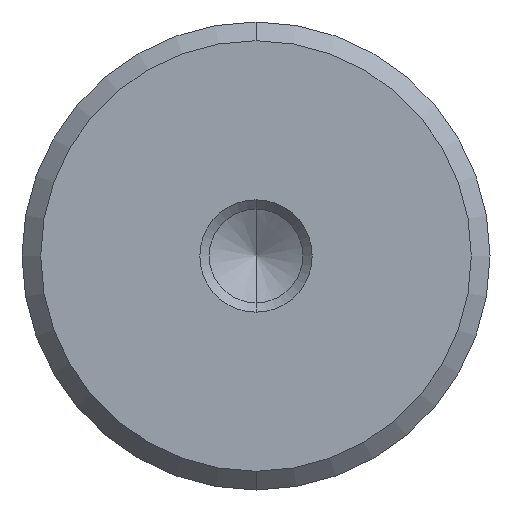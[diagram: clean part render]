
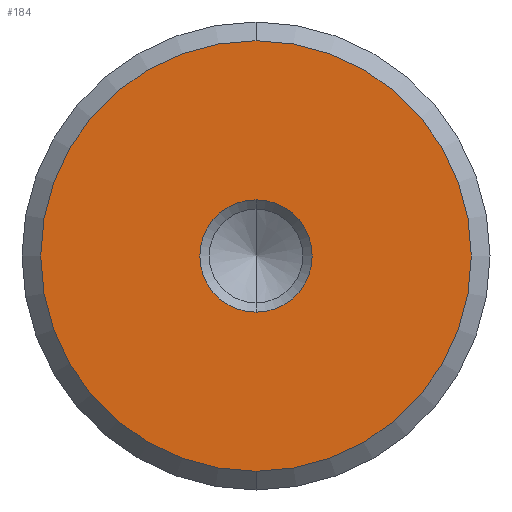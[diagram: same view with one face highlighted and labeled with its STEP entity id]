
A CAD part, front view. The second image highlights one B-rep face of the part: STEP entity #184.
In plain terms, the highlighted planar face has unit normal (0, -1, 0).
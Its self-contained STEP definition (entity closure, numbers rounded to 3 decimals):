
#13 = CIRCLE ( 'NONE', #36, 11.5 ) ;
#27 = VERTEX_POINT ( 'NONE', #483 ) ;
#30 = DIRECTION ( 'NONE',  ( 0., 1., 0. ) ) ;
#36 = AXIS2_PLACEMENT_3D ( 'NONE', #346, #30, #211 ) ;
#42 = DIRECTION ( 'NONE',  ( 0., 0., 1. ) ) ;
#59 = CIRCLE ( 'NONE', #360, 3. ) ;
#64 = EDGE_CURVE ( 'NONE', #27, #218, #510, .T. ) ;
#71 = CARTESIAN_POINT ( 'NONE',  ( 0., -50., -11.5 ) ) ;
#72 = CARTESIAN_POINT ( 'NONE',  ( 0., -50., 3. ) ) ;
#90 = CARTESIAN_POINT ( 'NONE',  ( 0., -50., 0. ) ) ;
#121 = CARTESIAN_POINT ( 'NONE',  ( 0., -50., 11.5 ) ) ;
#132 = VERTEX_POINT ( 'NONE', #121 ) ;
#164 = EDGE_CURVE ( 'NONE', #132, #200, #13, .T. ) ;
#180 = ORIENTED_EDGE ( 'NONE', *, *, #497, .T. ) ;
#184 = ADVANCED_FACE ( 'NONE', ( #518, #313 ), #257, .F. ) ;
#200 = VERTEX_POINT ( 'NONE', #71 ) ;
#211 = DIRECTION ( 'NONE',  ( 0., 0., 1. ) ) ;
#218 = VERTEX_POINT ( 'NONE', #72 ) ;
#236 = DIRECTION ( 'NONE',  ( 0., 1., 0. ) ) ;
#252 = CIRCLE ( 'NONE', #306, 11.5 ) ;
#257 = PLANE ( 'NONE',  #461 ) ;
#260 = EDGE_LOOP ( 'NONE', ( #344, #180 ) ) ;
#264 = DIRECTION ( 'NONE',  ( 0., 0., 1. ) ) ;
#306 = AXIS2_PLACEMENT_3D ( 'NONE', #398, #400, #42 ) ;
#310 = DIRECTION ( 'NONE',  ( 0., 1., 0. ) ) ;
#313 = FACE_BOUND ( 'NONE', #260, .T. ) ;
#320 = ORIENTED_EDGE ( 'NONE', *, *, #164, .F. ) ;
#344 = ORIENTED_EDGE ( 'NONE', *, *, #64, .T. ) ;
#345 = EDGE_CURVE ( 'NONE', #200, #132, #252, .T. ) ;
#346 = CARTESIAN_POINT ( 'NONE',  ( 0., -50., 0. ) ) ;
#360 = AXIS2_PLACEMENT_3D ( 'NONE', #90, #236, #410 ) ;
#364 = AXIS2_PLACEMENT_3D ( 'NONE', #379, #428, #475 ) ;
#379 = CARTESIAN_POINT ( 'NONE',  ( 0., -50., 0. ) ) ;
#398 = CARTESIAN_POINT ( 'NONE',  ( 0., -50., 0. ) ) ;
#400 = DIRECTION ( 'NONE',  ( 0., 1., 0. ) ) ;
#410 = DIRECTION ( 'NONE',  ( 0., 0., 1. ) ) ;
#428 = DIRECTION ( 'NONE',  ( 0., 1., 0. ) ) ;
#461 = AXIS2_PLACEMENT_3D ( 'NONE', #526, #310, #264 ) ;
#475 = DIRECTION ( 'NONE',  ( 0., 0., 1. ) ) ;
#483 = CARTESIAN_POINT ( 'NONE',  ( 0., -50., -3. ) ) ;
#488 = EDGE_LOOP ( 'NONE', ( #320, #489 ) ) ;
#489 = ORIENTED_EDGE ( 'NONE', *, *, #345, .F. ) ;
#497 = EDGE_CURVE ( 'NONE', #218, #27, #59, .T. ) ;
#510 = CIRCLE ( 'NONE', #364, 3. ) ;
#518 = FACE_OUTER_BOUND ( 'NONE', #488, .T. ) ;
#526 = CARTESIAN_POINT ( 'NONE',  ( 3., -50., 0. ) ) ;
